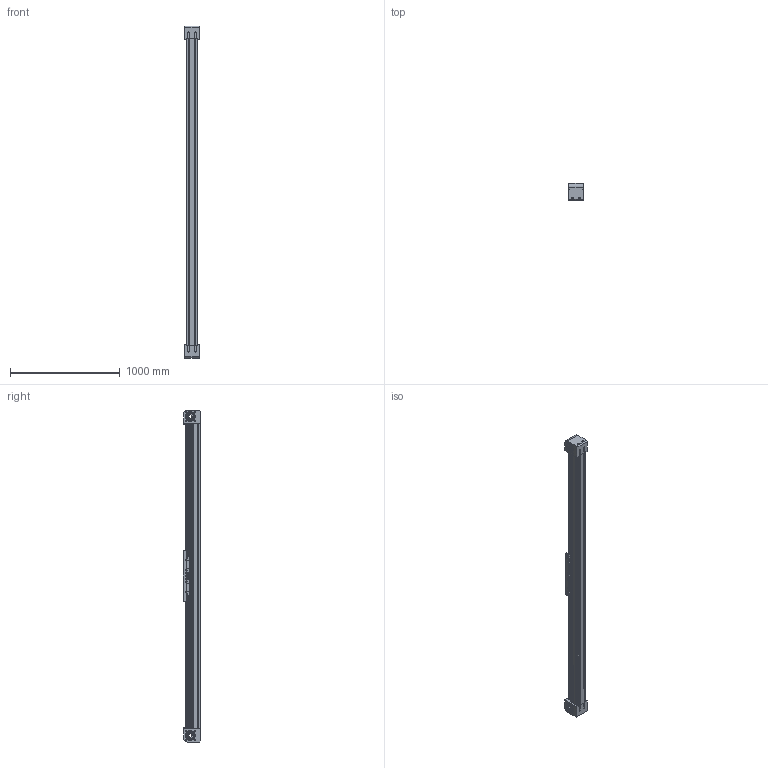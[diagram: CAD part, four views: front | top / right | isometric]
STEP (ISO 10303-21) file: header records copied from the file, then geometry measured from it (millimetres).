
FILE_DESCRIPTION (( 'STEP AP214' ), '1' );
FILE_NAME ('BLM100-2300.STEP', '2023-03-14T09:37:47', ( '' ), ( '' ), 'SwSTEP 2.0', 'SolidWorks 2023', '' );
FILE_SCHEMA (( 'AUTOMOTIVE_DESIGN' ));
Length unit declared in the file: millimetre
Products named in the file (1): BLM100-2300
Bounding box: 130 x 159 x 3020 mm (x, y, z)
Volume: 32233555.9 mm3; surface area: 3528345.7 mm2
Topology: 49 solids, 57 shells, 5719 faces, 16112 edges, 10573 vertices
Faces by surface type: plane 3159, cylinder 2212, torus 168, sphere 100, cone 56, bspline 24
Entity records: 254063 total; most frequent: CARTESIAN_POINT 39133, DIRECTION 32135, ORIENTED_EDGE 31728, EDGE_CURVE 15864, AXIS2_PLACEMENT_3D 10813, LINE 10509, VECTOR 10509, VERTEX_POINT 10437
